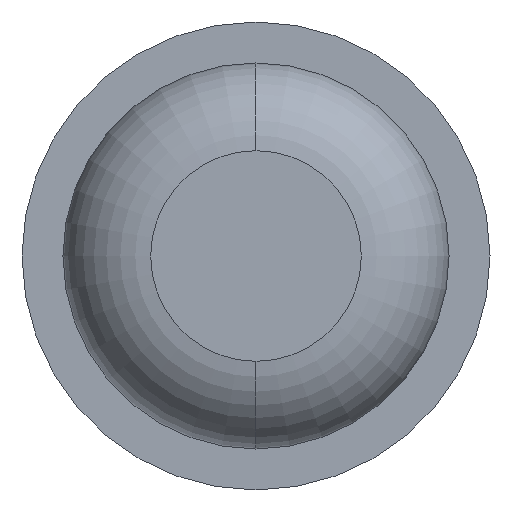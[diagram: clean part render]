
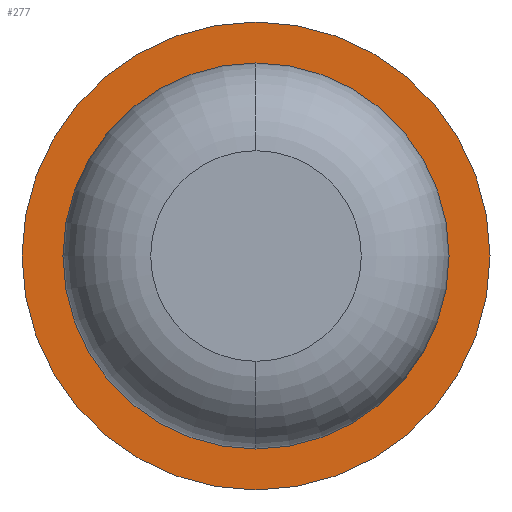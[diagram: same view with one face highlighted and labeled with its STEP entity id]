
A CAD part, front view. The second image highlights one B-rep face of the part: STEP entity #277.
In plain terms, the highlighted planar face has unit normal (0, -1, 0).
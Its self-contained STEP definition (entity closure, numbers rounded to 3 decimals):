
#55 = AXIS2_PLACEMENT_3D ( 'NONE', #2053, #634, #1496 ) ;
#153 = DIRECTION ( 'NONE',  ( 0., 1., 0. ) ) ;
#171 = ORIENTED_EDGE ( 'NONE', *, *, #460, .T. ) ;
#277 = ADVANCED_FACE ( 'Defeature ausgef�hrt1_4', ( #3013, #1103 ), #1359, .F. ) ;
#340 = ORIENTED_EDGE ( 'NONE', *, *, #1385, .F. ) ;
#426 = DIRECTION ( 'NONE',  ( 0., 1., 0. ) ) ;
#460 = EDGE_CURVE ( 'Defeature ausgef�hrt1_4+Defeature ausgef�hrt1_0+Defeature ausgef�hrt1_0+Defeature ausgef�hrt1_0', #1672, #3285, #1555, .T. ) ;
#463 = DIRECTION ( 'NONE',  ( -1., 0., 0. ) ) ;
#623 = AXIS2_PLACEMENT_3D ( 'NONE', #1282, #426, #2153 ) ;
#634 = DIRECTION ( 'NONE',  ( 0., 1., 0. ) ) ;
#714 = VERTEX_POINT ( 'NONE', #3353 ) ;
#795 = CIRCLE ( 'NONE', #623, 1. ) ;
#1062 = DIRECTION ( 'NONE',  ( -1., 0., 0. ) ) ;
#1103 = FACE_BOUND ( 'NONE', #2010, .T. ) ;
#1248 = ORIENTED_EDGE ( 'NONE', *, *, #1514, .F. ) ;
#1282 = CARTESIAN_POINT ( 'NONE',  ( 0., -9., 0. ) ) ;
#1308 = DIRECTION ( 'NONE',  ( -1., 0., 0. ) ) ;
#1333 = DIRECTION ( 'NONE',  ( 0., 1., 0. ) ) ;
#1359 = PLANE ( 'NONE',  #3281 ) ;
#1385 = EDGE_CURVE ( 'Defeature ausgef�hrt1_5+Defeature ausgef�hrt1_4+Defeature ausgef�hrt1_4+Defeature ausgef�hrt1_4', #714, #2560, #2848, .T. ) ;
#1496 = DIRECTION ( 'NONE',  ( -1., 0., 0. ) ) ;
#1514 = EDGE_CURVE ( 'Defeature ausgef�hrt1_5+Defeature ausgef�hrt1_4+Defeature ausgef�hrt1_4+Defeature ausgef�hrt1_4', #2560, #714, #795, .T. ) ;
#1555 = CIRCLE ( 'NONE', #55, 0.825 ) ;
#1672 = VERTEX_POINT ( 'NONE', #3199 ) ;
#1832 = ORIENTED_EDGE ( 'NONE', *, *, #2156, .T. ) ;
#1938 = CARTESIAN_POINT ( 'NONE',  ( 0., -9., 0. ) ) ;
#2010 = EDGE_LOOP ( 'NONE', ( #171, #1832 ) ) ;
#2053 = CARTESIAN_POINT ( 'NONE',  ( 0., -9., 0. ) ) ;
#2076 = AXIS2_PLACEMENT_3D ( 'NONE', #1938, #2773, #1062 ) ;
#2153 = DIRECTION ( 'NONE',  ( -1., 0., 0. ) ) ;
#2156 = EDGE_CURVE ( 'Defeature ausgef�hrt1_4+Defeature ausgef�hrt1_0+Defeature ausgef�hrt1_0+Defeature ausgef�hrt1_0', #3285, #1672, #3581, .T. ) ;
#2164 = CARTESIAN_POINT ( 'NONE',  ( 0.825, -9., 0. ) ) ;
#2203 = AXIS2_PLACEMENT_3D ( 'NONE', #3286, #153, #1308 ) ;
#2522 = EDGE_LOOP ( 'NONE', ( #1248, #340 ) ) ;
#2560 = VERTEX_POINT ( 'NONE', #2609 ) ;
#2609 = CARTESIAN_POINT ( 'NONE',  ( -1., -9., 0. ) ) ;
#2773 = DIRECTION ( 'NONE',  ( 0., 1., 0. ) ) ;
#2779 = CARTESIAN_POINT ( 'NONE',  ( 0., -9., -0.825 ) ) ;
#2848 = CIRCLE ( 'NONE', #2076, 1. ) ;
#3013 = FACE_OUTER_BOUND ( 'NONE', #2522, .T. ) ;
#3199 = CARTESIAN_POINT ( 'NONE',  ( 0., -9., 0.825 ) ) ;
#3281 = AXIS2_PLACEMENT_3D ( 'NONE', #2164, #1333, #463 ) ;
#3285 = VERTEX_POINT ( 'NONE', #2779 ) ;
#3286 = CARTESIAN_POINT ( 'NONE',  ( 0., -9., 0. ) ) ;
#3353 = CARTESIAN_POINT ( 'NONE',  ( 1., -9., 0. ) ) ;
#3581 = CIRCLE ( 'NONE', #2203, 0.825 ) ;
